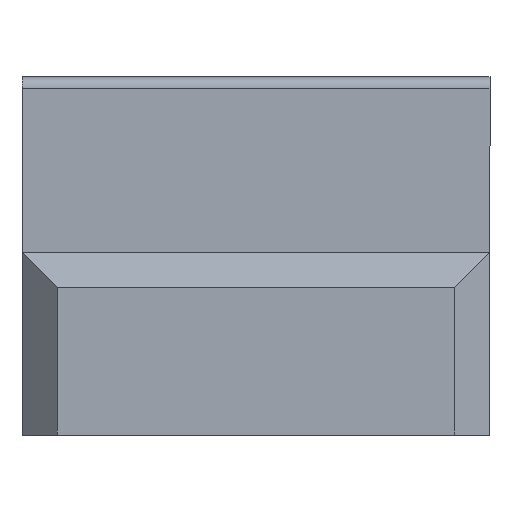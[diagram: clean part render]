
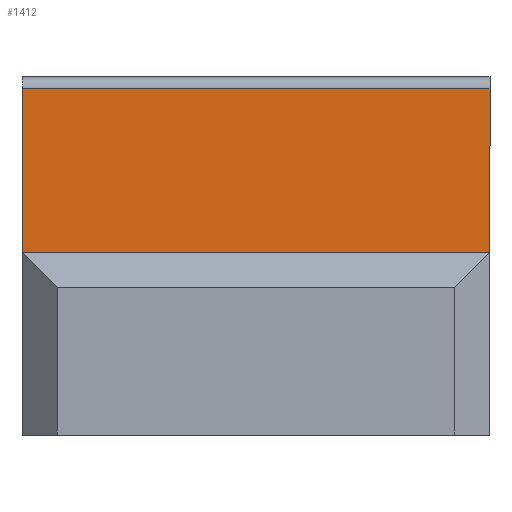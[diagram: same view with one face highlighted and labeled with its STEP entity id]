
A CAD part, left-side view. The second image highlights one B-rep face of the part: STEP entity #1412.
In plain terms, the highlighted planar face has unit normal (-1, 0, 0).
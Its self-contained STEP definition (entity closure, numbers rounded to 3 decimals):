
#56=FACE_OUTER_BOUND('',#136,.T.);
#136=EDGE_LOOP('',(#1007,#1008,#1009,#1010,#1011,#1012,#1013,#1014));
#218=LINE('',#1987,#408);
#224=LINE('',#1998,#414);
#240=LINE('',#2030,#430);
#263=LINE('',#2088,#453);
#265=LINE('',#2093,#455);
#266=LINE('',#2095,#456);
#267=LINE('',#2097,#457);
#268=LINE('',#2098,#458);
#408=VECTOR('',#1601,10.);
#414=VECTOR('',#1607,10.);
#430=VECTOR('',#1637,10.);
#453=VECTOR('',#1680,10.);
#455=VECTOR('',#1686,10.);
#456=VECTOR('',#1687,10.);
#457=VECTOR('',#1688,10.);
#458=VECTOR('',#1689,10.);
#590=VERTEX_POINT('',#1968);
#598=VERTEX_POINT('',#1984);
#599=VERTEX_POINT('',#1986);
#604=VERTEX_POINT('',#1996);
#613=VERTEX_POINT('',#2029);
#638=VERTEX_POINT('',#2087);
#640=VERTEX_POINT('',#2094);
#641=VERTEX_POINT('',#2096);
#730=EDGE_CURVE('',#599,#598,#218,.T.);
#736=EDGE_CURVE('',#590,#604,#224,.T.);
#752=EDGE_CURVE('',#590,#613,#240,.T.);
#781=EDGE_CURVE('',#613,#638,#263,.T.);
#784=EDGE_CURVE('',#638,#598,#265,.T.);
#785=EDGE_CURVE('',#640,#604,#266,.T.);
#786=EDGE_CURVE('',#641,#640,#267,.T.);
#787=EDGE_CURVE('',#599,#641,#268,.T.);
#1007=ORIENTED_EDGE('',*,*,#730,.T.);
#1008=ORIENTED_EDGE('',*,*,#784,.F.);
#1009=ORIENTED_EDGE('',*,*,#781,.F.);
#1010=ORIENTED_EDGE('',*,*,#752,.F.);
#1011=ORIENTED_EDGE('',*,*,#736,.T.);
#1012=ORIENTED_EDGE('',*,*,#785,.F.);
#1013=ORIENTED_EDGE('',*,*,#786,.F.);
#1014=ORIENTED_EDGE('',*,*,#787,.F.);
#1336=PLANE('',#1513);
#1412=ADVANCED_FACE('',(#56),#1336,.T.);
#1513=AXIS2_PLACEMENT_3D('',#2092,#1684,#1685);
#1601=DIRECTION('',(0.,0.,1.));
#1607=DIRECTION('',(0.,0.,1.));
#1637=DIRECTION('',(0.,1.,0.));
#1680=DIRECTION('',(0.,0.,1.));
#1684=DIRECTION('center_axis',(-1.,0.,0.));
#1685=DIRECTION('ref_axis',(0.,0.,1.));
#1686=DIRECTION('',(0.,-1.,0.));
#1687=DIRECTION('',(0.,-1.,0.));
#1688=DIRECTION('',(0.,0.,-1.));
#1689=DIRECTION('',(0.,1.,0.));
#1968=CARTESIAN_POINT('',(-19.75,-6.6,-20.));
#1984=CARTESIAN_POINT('',(-19.75,-6.6,20.));
#1986=CARTESIAN_POINT('',(-19.75,-6.6,19.999));
#1987=CARTESIAN_POINT('',(-19.75,-6.6,-5.));
#1996=CARTESIAN_POINT('',(-19.75,-6.6,-19.999));
#1998=CARTESIAN_POINT('',(-19.75,-6.6,-5.));
#2029=CARTESIAN_POINT('',(-19.75,23.,-20.));
#2030=CARTESIAN_POINT('',(-19.75,0.,-20.));
#2087=CARTESIAN_POINT('',(-19.75,23.,20.));
#2088=CARTESIAN_POINT('',(-19.75,23.,-5.));
#2092=CARTESIAN_POINT('Origin',(-19.75,0.,-10.));
#2093=CARTESIAN_POINT('',(-19.75,14.,20.));
#2094=CARTESIAN_POINT('',(-19.75,8.999,-19.999));
#2095=CARTESIAN_POINT('',(-19.75,3.,-19.999));
#2096=CARTESIAN_POINT('',(-19.75,8.999,19.999));
#2097=CARTESIAN_POINT('',(-19.75,8.999,3.5));
#2098=CARTESIAN_POINT('',(-19.75,-3.5,19.999));
